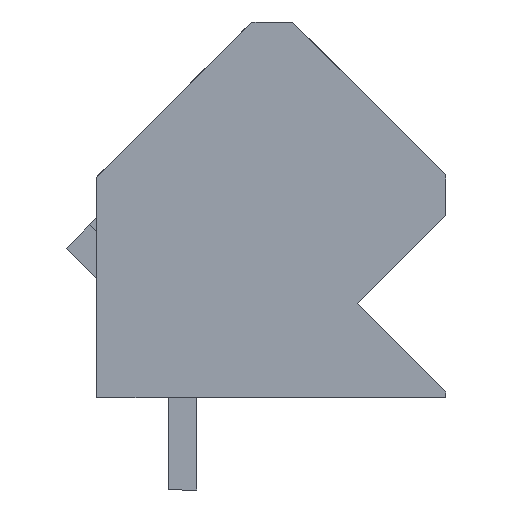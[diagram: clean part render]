
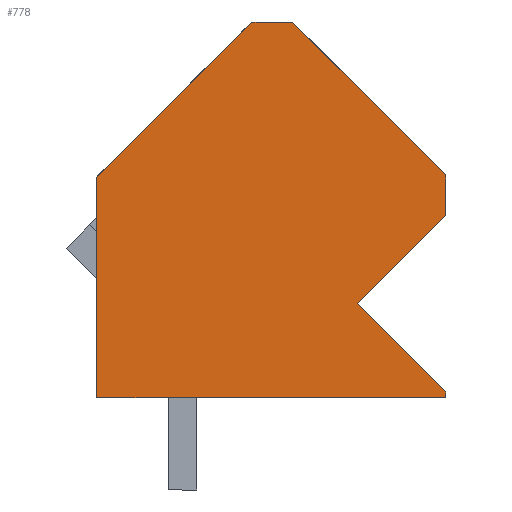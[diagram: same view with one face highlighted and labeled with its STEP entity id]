
A CAD part, left-side view. The second image highlights one B-rep face of the part: STEP entity #778.
In plain terms, the highlighted planar face has unit normal (-1, 0, 0).
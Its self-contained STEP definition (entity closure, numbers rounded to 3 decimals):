
#727=AXIS2_PLACEMENT_3D('Plane Axis2P3D',#724,#725,#726) ;
#255=CARTESIAN_POINT('Vertex',(0.,5.303,16.228)) ;
#258=CARTESIAN_POINT('Line Origine',(0.,2.651,13.577)) ;
#262=CARTESIAN_POINT('Vertex',(0.,0.,10.925)) ;
#479=CARTESIAN_POINT('Vertex',(0.,12.092,10.853)) ;
#482=CARTESIAN_POINT('Line Origine',(0.,9.405,13.541)) ;
#486=CARTESIAN_POINT('Vertex',(0.,6.717,16.228)) ;
#705=CARTESIAN_POINT('Line Origine',(0.,0.,10.218)) ;
#709=CARTESIAN_POINT('Vertex',(0.,0.,9.511)) ;
#724=CARTESIAN_POINT('Axis2P3D Location',(0.,13.152,0.)) ;
#729=CARTESIAN_POINT('Line Origine',(0.,6.046,3.2)) ;
#733=CARTESIAN_POINT('Vertex',(0.,12.092,3.2)) ;
#735=CARTESIAN_POINT('Vertex',(0.,0.,3.2)) ;
#738=CARTESIAN_POINT('Line Origine',(0.,0.,3.3)) ;
#742=CARTESIAN_POINT('Vertex',(0.,0.,3.4)) ;
#745=CARTESIAN_POINT('Line Origine',(0.,1.527,4.928)) ;
#749=CARTESIAN_POINT('Vertex',(0.,3.055,6.455)) ;
#752=CARTESIAN_POINT('Line Origine',(0.,1.527,7.983)) ;
#757=CARTESIAN_POINT('Line Origine',(0.,6.01,16.228)) ;
#762=CARTESIAN_POINT('Line Origine',(0.,12.092,7.027)) ;
#259=DIRECTION('Vector Direction',(0.,0.707,0.707)) ;
#483=DIRECTION('Vector Direction',(0.,0.707,-0.707)) ;
#706=DIRECTION('Vector Direction',(0.,0.,1.)) ;
#725=DIRECTION('Axis2P3D Direction',(-1.,0.,0.)) ;
#726=DIRECTION('Axis2P3D XDirection',(0.,-1.,0.)) ;
#730=DIRECTION('Vector Direction',(0.,-1.,0.)) ;
#739=DIRECTION('Vector Direction',(0.,0.,1.)) ;
#746=DIRECTION('Vector Direction',(0.,0.707,0.707)) ;
#753=DIRECTION('Vector Direction',(0.,-0.707,0.707)) ;
#758=DIRECTION('Vector Direction',(0.,1.,0.)) ;
#763=DIRECTION('Vector Direction',(0.,0.,-1.)) ;
#260=VECTOR('Line Direction',#259,1.) ;
#484=VECTOR('Line Direction',#483,1.) ;
#707=VECTOR('Line Direction',#706,1.) ;
#731=VECTOR('Line Direction',#730,1.) ;
#740=VECTOR('Line Direction',#739,1.) ;
#747=VECTOR('Line Direction',#746,1.) ;
#754=VECTOR('Line Direction',#753,1.) ;
#759=VECTOR('Line Direction',#758,1.) ;
#764=VECTOR('Line Direction',#763,1.) ;
#768=ORIENTED_EDGE('',*,*,#737,.T.) ;
#769=ORIENTED_EDGE('',*,*,#744,.T.) ;
#770=ORIENTED_EDGE('',*,*,#751,.T.) ;
#771=ORIENTED_EDGE('',*,*,#756,.T.) ;
#772=ORIENTED_EDGE('',*,*,#711,.T.) ;
#773=ORIENTED_EDGE('',*,*,#264,.T.) ;
#774=ORIENTED_EDGE('',*,*,#761,.T.) ;
#775=ORIENTED_EDGE('',*,*,#488,.T.) ;
#776=ORIENTED_EDGE('',*,*,#766,.T.) ;
#778=ADVANCED_FACE('HOUSING',(#777),#728,.T.) ;
#264=EDGE_CURVE('',#263,#256,#261,.T.) ;
#488=EDGE_CURVE('',#487,#480,#485,.T.) ;
#711=EDGE_CURVE('',#710,#263,#708,.T.) ;
#737=EDGE_CURVE('',#734,#736,#732,.T.) ;
#744=EDGE_CURVE('',#736,#743,#741,.T.) ;
#751=EDGE_CURVE('',#743,#750,#748,.T.) ;
#756=EDGE_CURVE('',#750,#710,#755,.T.) ;
#761=EDGE_CURVE('',#256,#487,#760,.T.) ;
#766=EDGE_CURVE('',#480,#734,#765,.T.) ;
#767=EDGE_LOOP('',(#768,#769,#770,#771,#772,#773,#774,#775,#776)) ;
#777=FACE_OUTER_BOUND('',#767,.T.) ;
#261=LINE('Line',#258,#260) ;
#485=LINE('Line',#482,#484) ;
#708=LINE('Line',#705,#707) ;
#732=LINE('Line',#729,#731) ;
#741=LINE('Line',#738,#740) ;
#748=LINE('Line',#745,#747) ;
#755=LINE('Line',#752,#754) ;
#760=LINE('Line',#757,#759) ;
#765=LINE('Line',#762,#764) ;
#728=PLANE('',#727) ;
#256=VERTEX_POINT('',#255) ;
#263=VERTEX_POINT('',#262) ;
#480=VERTEX_POINT('',#479) ;
#487=VERTEX_POINT('',#486) ;
#710=VERTEX_POINT('',#709) ;
#734=VERTEX_POINT('',#733) ;
#736=VERTEX_POINT('',#735) ;
#743=VERTEX_POINT('',#742) ;
#750=VERTEX_POINT('',#749) ;
